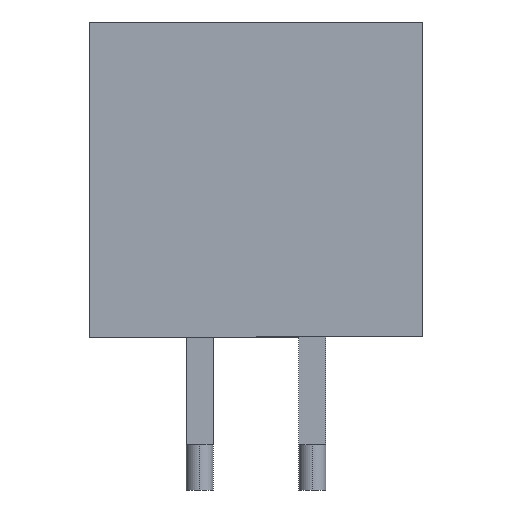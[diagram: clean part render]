
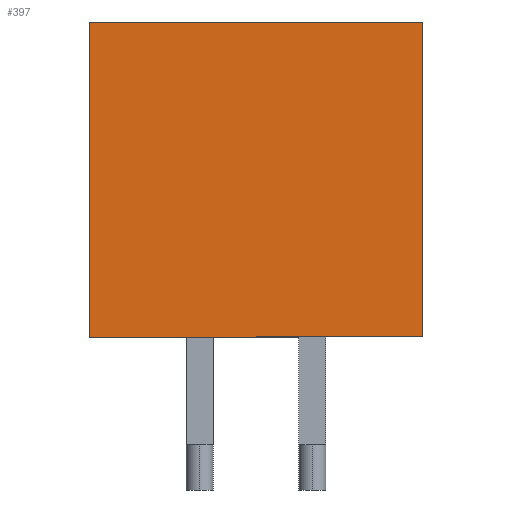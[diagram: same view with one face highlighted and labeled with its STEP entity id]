
A CAD part, front view. The second image highlights one B-rep face of the part: STEP entity #397.
In plain terms, the highlighted planar face has unit normal (0, -1, 0).
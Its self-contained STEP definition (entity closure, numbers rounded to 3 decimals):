
#119 = EDGE_CURVE ( 'NONE', #120, #121, #897, .T. ) ;
#120 = VERTEX_POINT ( 'NONE', #893 ) ;
#121 = VERTEX_POINT ( 'NONE', #892 ) ;
#282 = EDGE_CURVE ( 'NONE', #121, #644, #1211, .T. ) ;
#338 = EDGE_CURVE ( 'NONE', #647, #120, #1246, .T. ) ;
#397 = ADVANCED_FACE ( 'NONE', ( #1365 ), #1409, .T. ) ;
#398 = EDGE_LOOP ( 'NONE', ( #417, #418, #419, #420 ) ) ;
#417 = ORIENTED_EDGE ( 'NONE', *, *, #282, .F. ) ;
#418 = ORIENTED_EDGE ( 'NONE', *, *, #119, .F. ) ;
#419 = ORIENTED_EDGE ( 'NONE', *, *, #338, .F. ) ;
#420 = ORIENTED_EDGE ( 'NONE', *, *, #646, .F. ) ;
#644 = VERTEX_POINT ( 'NONE', #2095 ) ;
#646 = EDGE_CURVE ( 'NONE', #644, #647, #2094, .T. ) ;
#647 = VERTEX_POINT ( 'NONE', #2090 ) ;
#892 = CARTESIAN_POINT ( 'NONE',  ( 0., 0., -7. ) ) ;
#893 = CARTESIAN_POINT ( 'NONE',  ( 7.4, 0., -7. ) ) ;
#894 = DIRECTION ( 'NONE',  ( -1., 0., 0. ) ) ;
#895 = VECTOR ( 'NONE', #894, 1000. ) ;
#896 = CARTESIAN_POINT ( 'NONE',  ( 0., 0., -7. ) ) ;
#897 = LINE ( 'NONE', #896, #895 ) ;
#1208 = DIRECTION ( 'NONE',  ( 0., 0., 1. ) ) ;
#1209 = VECTOR ( 'NONE', #1208, 1000. ) ;
#1210 = CARTESIAN_POINT ( 'NONE',  ( 0., 0., 0. ) ) ;
#1211 = LINE ( 'NONE', #1210, #1209 ) ;
#1243 = DIRECTION ( 'NONE',  ( 0., 0., -1. ) ) ;
#1244 = VECTOR ( 'NONE', #1243, 1000. ) ;
#1245 = CARTESIAN_POINT ( 'NONE',  ( 7.4, 0., 0. ) ) ;
#1246 = LINE ( 'NONE', #1245, #1244 ) ;
#1365 = FACE_OUTER_BOUND ( 'NONE', #398, .T. ) ;
#1405 = DIRECTION ( 'NONE',  ( 0., 0., -1. ) ) ;
#1406 = DIRECTION ( 'NONE',  ( 0., -1., 0. ) ) ;
#1407 = CARTESIAN_POINT ( 'NONE',  ( 0., 0., 0. ) ) ;
#1408 = AXIS2_PLACEMENT_3D ( 'NONE', #1407, #1406, #1405 ) ;
#1409 = PLANE ( 'NONE',  #1408 ) ;
#2090 = CARTESIAN_POINT ( 'NONE',  ( 7.4, 0., 0. ) ) ;
#2091 = DIRECTION ( 'NONE',  ( 1., 0., 0. ) ) ;
#2092 = VECTOR ( 'NONE', #2091, 1000. ) ;
#2093 = CARTESIAN_POINT ( 'NONE',  ( 0., 0., 0. ) ) ;
#2094 = LINE ( 'NONE', #2093, #2092 ) ;
#2095 = CARTESIAN_POINT ( 'NONE',  ( 0., 0., 0. ) ) ;
